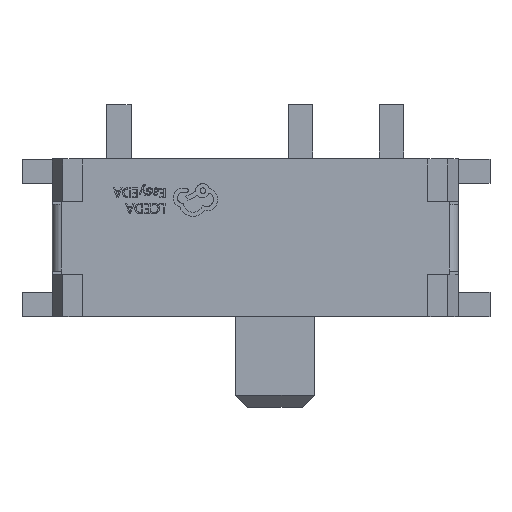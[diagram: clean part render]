
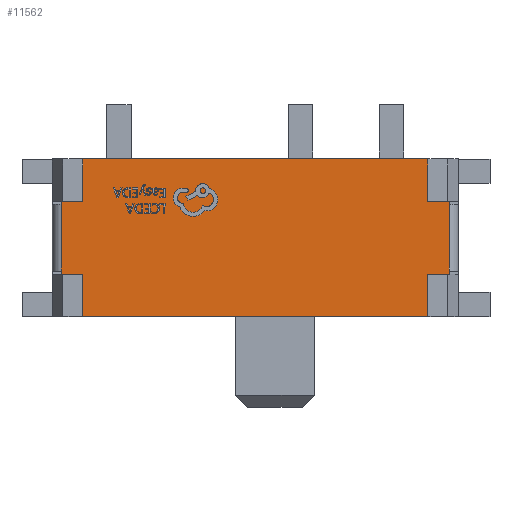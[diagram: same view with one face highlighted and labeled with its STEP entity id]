
A CAD part, top view. The second image highlights one B-rep face of the part: STEP entity #11562.
In plain terms, the highlighted planar face has unit normal (0, 0, 1).
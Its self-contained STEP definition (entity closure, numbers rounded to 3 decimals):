
#266 = CARTESIAN_POINT ( 'NONE',  ( 0., 0., 0. ) ) ;
#339 = LINE ( 'NONE', #18824, #14236 ) ;
#374 = VERTEX_POINT ( 'NONE', #8336 ) ;
#1041 = LINE ( 'NONE', #17756, #1197 ) ;
#1072 = VECTOR ( 'NONE', #11681, 1000. ) ;
#1197 = VECTOR ( 'NONE', #14420, 1000. ) ;
#1379 = CARTESIAN_POINT ( 'NONE',  ( -3.2, -0.6, 0. ) ) ;
#1782 = LINE ( 'NONE', #21952, #14530 ) ;
#1829 = FACE_OUTER_BOUND ( 'NONE', #3391, .T. ) ;
#2013 = DIRECTION ( 'NONE',  ( -1., 0., 0. ) ) ;
#2098 = LINE ( 'NONE', #12493, #17250 ) ;
#2213 = LINE ( 'NONE', #15805, #15768 ) ;
#2334 = ORIENTED_EDGE ( 'NONE', *, *, #13171, .T. ) ;
#2542 = LINE ( 'NONE', #7829, #16083 ) ;
#2718 = VECTOR ( 'NONE', #17815, 1000. ) ;
#2813 = EDGE_CURVE ( 'NONE', #5563, #20697, #3662, .T. ) ;
#3342 = CARTESIAN_POINT ( 'NONE',  ( -3.2, -0.6, 0. ) ) ;
#3391 = EDGE_LOOP ( 'NONE', ( #4119, #18725, #17700, #22032, #13454, #12492, #8972, #2334, #17925, #15000, #12594, #15294 ) ) ;
#3586 = EDGE_CURVE ( 'NONE', #20697, #4797, #9533, .T. ) ;
#3607 = EDGE_CURVE ( 'NONE', #9305, #374, #1041, .T. ) ;
#3662 = LINE ( 'NONE', #3342, #8777 ) ;
#3741 = DIRECTION ( 'NONE',  ( 0., 1., 0. ) ) ;
#3762 = EDGE_CURVE ( 'NONE', #374, #17776, #2213, .T. ) ;
#4095 = EDGE_CURVE ( 'NONE', #17776, #15828, #17689, .T. ) ;
#4114 = CARTESIAN_POINT ( 'NONE',  ( -2.85, 1.3, 0. ) ) ;
#4119 = ORIENTED_EDGE ( 'NONE', *, *, #8353, .T. ) ;
#4205 = CARTESIAN_POINT ( 'NONE',  ( 3.2, 0.6, 0. ) ) ;
#4400 = VECTOR ( 'NONE', #3741, 1000. ) ;
#4797 = VERTEX_POINT ( 'NONE', #20236 ) ;
#5563 = VERTEX_POINT ( 'NONE', #1379 ) ;
#5710 = DIRECTION ( 'NONE',  ( 0., 1., 0. ) ) ;
#7069 = CARTESIAN_POINT ( 'NONE',  ( -3.2, 0.6, 0. ) ) ;
#7638 = VERTEX_POINT ( 'NONE', #4114 ) ;
#7698 = CARTESIAN_POINT ( 'NONE',  ( 2.85, 0.6, 0. ) ) ;
#7829 = CARTESIAN_POINT ( 'NONE',  ( -3.2, 0.6, 0. ) ) ;
#7881 = VERTEX_POINT ( 'NONE', #20681 ) ;
#8336 = CARTESIAN_POINT ( 'NONE',  ( 3.2, -0.6, 0. ) ) ;
#8353 = EDGE_CURVE ( 'NONE', #9382, #7638, #339, .T. ) ;
#8355 = VECTOR ( 'NONE', #16290, 1000. ) ;
#8777 = VECTOR ( 'NONE', #17057, 1000. ) ;
#8972 = ORIENTED_EDGE ( 'NONE', *, *, #21447, .T. ) ;
#9305 = VERTEX_POINT ( 'NONE', #14081 ) ;
#9382 = VERTEX_POINT ( 'NONE', #11099 ) ;
#9533 = LINE ( 'NONE', #16178, #8355 ) ;
#9930 = DIRECTION ( 'NONE',  ( 0., -1., 0. ) ) ;
#10315 = CARTESIAN_POINT ( 'NONE',  ( -2.85, 1.3, 0. ) ) ;
#11099 = CARTESIAN_POINT ( 'NONE',  ( 2.85, 1.3, 0. ) ) ;
#11562 = ADVANCED_FACE ( 'NONE', ( #1829 ), #12010, .T. ) ;
#11619 = AXIS2_PLACEMENT_3D ( 'NONE', #266, #18756, #13772 ) ;
#11681 = DIRECTION ( 'NONE',  ( 0., -1., 0. ) ) ;
#12010 = PLANE ( 'NONE',  #11619 ) ;
#12416 = DIRECTION ( 'NONE',  ( 1., 0., 0. ) ) ;
#12492 = ORIENTED_EDGE ( 'NONE', *, *, #3586, .T. ) ;
#12493 = CARTESIAN_POINT ( 'NONE',  ( -2.85, 0.6, 0. ) ) ;
#12594 = ORIENTED_EDGE ( 'NONE', *, *, #4095, .T. ) ;
#12745 = CARTESIAN_POINT ( 'NONE',  ( -2.85, -0.6, 0. ) ) ;
#13171 = EDGE_CURVE ( 'NONE', #15219, #9305, #1782, .T. ) ;
#13454 = ORIENTED_EDGE ( 'NONE', *, *, #2813, .T. ) ;
#13772 = DIRECTION ( 'NONE',  ( 1., 0., 0. ) ) ;
#14081 = CARTESIAN_POINT ( 'NONE',  ( 2.85, -0.6, 0. ) ) ;
#14236 = VECTOR ( 'NONE', #2013, 1000. ) ;
#14258 = VERTEX_POINT ( 'NONE', #7069 ) ;
#14420 = DIRECTION ( 'NONE',  ( 1., 0., 0. ) ) ;
#14530 = VECTOR ( 'NONE', #16845, 1000. ) ;
#15000 = ORIENTED_EDGE ( 'NONE', *, *, #3762, .T. ) ;
#15219 = VERTEX_POINT ( 'NONE', #20627 ) ;
#15294 = ORIENTED_EDGE ( 'NONE', *, *, #19251, .T. ) ;
#15343 = LINE ( 'NONE', #18986, #4400 ) ;
#15768 = VECTOR ( 'NONE', #5710, 1000. ) ;
#15805 = CARTESIAN_POINT ( 'NONE',  ( 3.2, -0.6, 0. ) ) ;
#15828 = VERTEX_POINT ( 'NONE', #7698 ) ;
#16083 = VECTOR ( 'NONE', #9930, 1000. ) ;
#16178 = CARTESIAN_POINT ( 'NONE',  ( -2.85, -0.6, 0. ) ) ;
#16290 = DIRECTION ( 'NONE',  ( 0., -1., 0. ) ) ;
#16845 = DIRECTION ( 'NONE',  ( 0., 1., 0. ) ) ;
#17057 = DIRECTION ( 'NONE',  ( 1., 0., 0. ) ) ;
#17250 = VECTOR ( 'NONE', #19013, 1000. ) ;
#17426 = CARTESIAN_POINT ( 'NONE',  ( 3.2, 0.6, 0. ) ) ;
#17617 = EDGE_CURVE ( 'NONE', #7638, #7881, #18641, .T. ) ;
#17689 = LINE ( 'NONE', #4205, #2718 ) ;
#17700 = ORIENTED_EDGE ( 'NONE', *, *, #21793, .T. ) ;
#17756 = CARTESIAN_POINT ( 'NONE',  ( 2.85, -0.6, 0. ) ) ;
#17776 = VERTEX_POINT ( 'NONE', #17426 ) ;
#17815 = DIRECTION ( 'NONE',  ( -1., 0., 0. ) ) ;
#17858 = CARTESIAN_POINT ( 'NONE',  ( -2.85, -1.3, 0. ) ) ;
#17925 = ORIENTED_EDGE ( 'NONE', *, *, #3607, .T. ) ;
#18016 = VECTOR ( 'NONE', #12416, 1000. ) ;
#18394 = EDGE_CURVE ( 'NONE', #14258, #5563, #2542, .T. ) ;
#18641 = LINE ( 'NONE', #10315, #1072 ) ;
#18725 = ORIENTED_EDGE ( 'NONE', *, *, #17617, .T. ) ;
#18756 = DIRECTION ( 'NONE',  ( 0., 0., 1. ) ) ;
#18824 = CARTESIAN_POINT ( 'NONE',  ( 2.85, 1.3, 0. ) ) ;
#18986 = CARTESIAN_POINT ( 'NONE',  ( 2.85, 0.6, 0. ) ) ;
#19013 = DIRECTION ( 'NONE',  ( -1., 0., 0. ) ) ;
#19251 = EDGE_CURVE ( 'NONE', #15828, #9382, #15343, .T. ) ;
#19393 = LINE ( 'NONE', #17858, #18016 ) ;
#20236 = CARTESIAN_POINT ( 'NONE',  ( -2.85, -1.3, 0. ) ) ;
#20627 = CARTESIAN_POINT ( 'NONE',  ( 2.85, -1.3, 0. ) ) ;
#20681 = CARTESIAN_POINT ( 'NONE',  ( -2.85, 0.6, 0. ) ) ;
#20697 = VERTEX_POINT ( 'NONE', #12745 ) ;
#21447 = EDGE_CURVE ( 'NONE', #4797, #15219, #19393, .T. ) ;
#21793 = EDGE_CURVE ( 'NONE', #7881, #14258, #2098, .T. ) ;
#21952 = CARTESIAN_POINT ( 'NONE',  ( 2.85, -1.3, 0. ) ) ;
#22032 = ORIENTED_EDGE ( 'NONE', *, *, #18394, .T. ) ;
